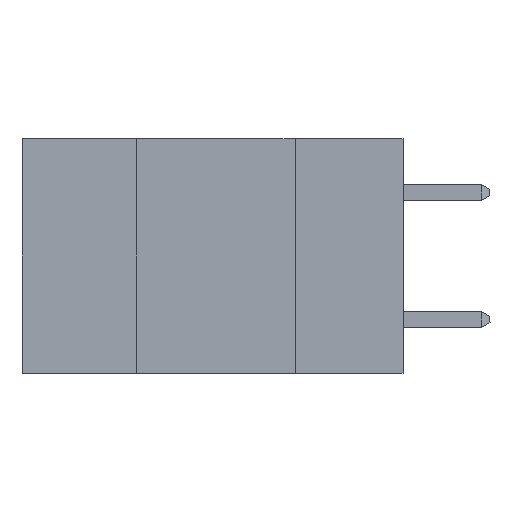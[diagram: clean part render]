
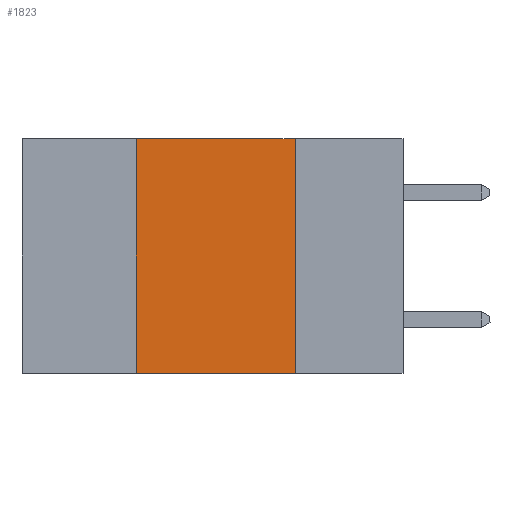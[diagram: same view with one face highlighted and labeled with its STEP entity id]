
A CAD part, left-side view. The second image highlights one B-rep face of the part: STEP entity #1823.
In plain terms, the highlighted planar face has unit normal (-1, 0, 0).
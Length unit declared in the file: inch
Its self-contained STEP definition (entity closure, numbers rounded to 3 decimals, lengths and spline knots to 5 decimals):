
#915 = CARTESIAN_POINT ( 'NONE',  ( 0., 0.17, 0. ) ) ;
#1480 = CARTESIAN_POINT ( 'NONE',  ( 0., 0.42, -0.37 ) ) ;
#1823 = ADVANCED_FACE ( 'NONE', ( #14641 ), #13736, .F. ) ;
#2101 = EDGE_CURVE ( 'NONE', #8655, #15908, #12613, .T. ) ;
#2191 = VERTEX_POINT ( 'NONE', #18110 ) ;
#2198 = DIRECTION ( 'NONE',  ( 0., -1., 0. ) ) ;
#2967 = VECTOR ( 'NONE', #14705, 39.37008 ) ;
#3267 = VERTEX_POINT ( 'NONE', #1480 ) ;
#3964 = ORIENTED_EDGE ( 'NONE', *, *, #4361, .F. ) ;
#4322 = LINE ( 'NONE', #7991, #11438 ) ;
#4361 = EDGE_CURVE ( 'NONE', #2191, #8655, #9277, .T. ) ;
#4922 = CARTESIAN_POINT ( 'NONE',  ( 0., 0.6, 0. ) ) ;
#5872 = ORIENTED_EDGE ( 'NONE', *, *, #17036, .T. ) ;
#6824 = VECTOR ( 'NONE', #11218, 39.37008 ) ;
#7991 = CARTESIAN_POINT ( 'NONE',  ( 0., 0.6, -0.37 ) ) ;
#8468 = EDGE_LOOP ( 'NONE', ( #13145, #3964, #15924, #5872 ) ) ;
#8655 = VERTEX_POINT ( 'NONE', #10791 ) ;
#9277 = LINE ( 'NONE', #4922, #2967 ) ;
#9386 = VECTOR ( 'NONE', #12296, 39.37008 ) ;
#9783 = DIRECTION ( 'NONE',  ( 1., 0., 0. ) ) ;
#9832 = CARTESIAN_POINT ( 'NONE',  ( 0., 0.42, 0. ) ) ;
#10791 = CARTESIAN_POINT ( 'NONE',  ( 0., 0.17, 0. ) ) ;
#11217 = EDGE_CURVE ( 'NONE', #3267, #2191, #17670, .T. ) ;
#11218 = DIRECTION ( 'NONE',  ( 0., 0., 1. ) ) ;
#11329 = CARTESIAN_POINT ( 'NONE',  ( 0., 0.17, -0.37 ) ) ;
#11438 = VECTOR ( 'NONE', #2198, 39.37008 ) ;
#11508 = DIRECTION ( 'NONE',  ( 0., 0., -1. ) ) ;
#12296 = DIRECTION ( 'NONE',  ( 0., 0., -1. ) ) ;
#12613 = LINE ( 'NONE', #915, #9386 ) ;
#13145 = ORIENTED_EDGE ( 'NONE', *, *, #2101, .F. ) ;
#13153 = CARTESIAN_POINT ( 'NONE',  ( 0., 0.6, 0. ) ) ;
#13736 = PLANE ( 'NONE',  #14987 ) ;
#14641 = FACE_OUTER_BOUND ( 'NONE', #8468, .T. ) ;
#14705 = DIRECTION ( 'NONE',  ( 0., -1., 0. ) ) ;
#14987 = AXIS2_PLACEMENT_3D ( 'NONE', #13153, #9783, #11508 ) ;
#15908 = VERTEX_POINT ( 'NONE', #11329 ) ;
#15924 = ORIENTED_EDGE ( 'NONE', *, *, #11217, .F. ) ;
#17036 = EDGE_CURVE ( 'NONE', #3267, #15908, #4322, .T. ) ;
#17670 = LINE ( 'NONE', #9832, #6824 ) ;
#18110 = CARTESIAN_POINT ( 'NONE',  ( 0., 0.42, 0. ) ) ;
